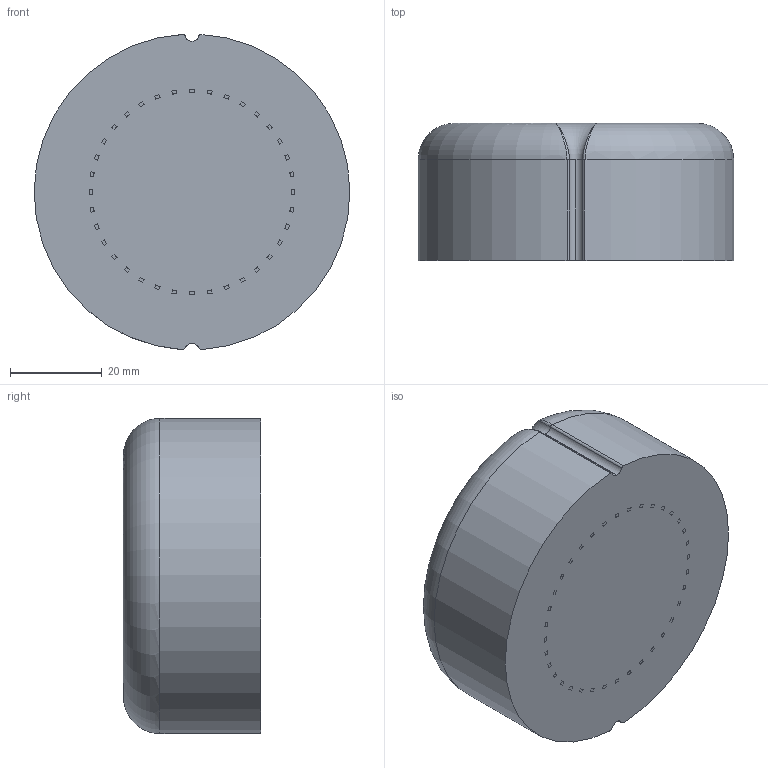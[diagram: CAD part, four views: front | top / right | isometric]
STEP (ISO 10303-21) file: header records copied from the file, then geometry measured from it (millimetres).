
FILE_DESCRIPTION (( 'STEP AP214' ), '1' );
FILE_NAME ('Proform505.STEP', '2024-09-09T02:33:03', ( '' ), ( '' ), 'SwSTEP 2.0', 'SolidWorks 2024', '' );
FILE_SCHEMA (( 'AUTOMOTIVE_DESIGN' ));
Length unit declared in the file: millimetre
Products named in the file (1): Proform505
Bounding box: 69 x 30 x 68.87 mm (x, y, z)
Volume: 65104 mm3; surface area: 20565.1 mm2
Topology: 37 solids, 37 shells, 315 faces, 710 edges, 466 vertices
Faces by surface type: cylinder 157, plane 111, cone 36, torus 7, bspline 4
Entity records: 9748 total; most frequent: CARTESIAN_POINT 2192, DIRECTION 1575, ORIENTED_EDGE 1412, EDGE_CURVE 706, AXIS2_PLACEMENT_3D 637, VERTEX_POINT 466, CIRCLE 325, EDGE_LOOP 316
